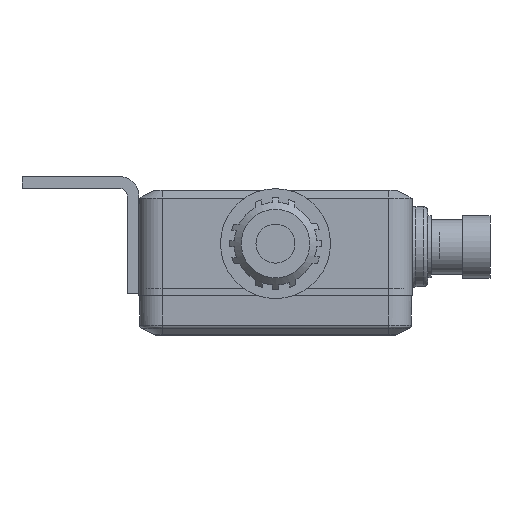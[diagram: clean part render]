
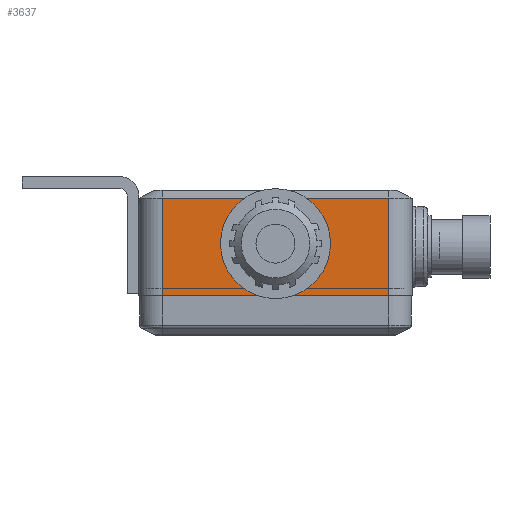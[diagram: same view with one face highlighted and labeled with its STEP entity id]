
A CAD part, front view. The second image highlights one B-rep face of the part: STEP entity #3637.
In plain terms, the highlighted planar face has unit normal (0, -1, 0).
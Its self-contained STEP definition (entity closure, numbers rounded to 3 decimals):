
#1369=FACE_OUTER_BOUND('',#5074,.T.);
#2098=LINE('',#17201,#2896);
#2099=LINE('',#17203,#2897);
#2100=LINE('',#17205,#2898);
#2101=LINE('',#17207,#2899);
#2102=LINE('',#17209,#2900);
#2896=VECTOR('',#13403,1.);
#2897=VECTOR('',#13404,1.);
#2898=VECTOR('',#13405,1.);
#2899=VECTOR('',#13406,1.);
#2900=VECTOR('',#13407,1.);
#3637=ADVANCED_FACE('',(#1369),#4229,.T.);
#4229=PLANE('',#11585);
#5074=EDGE_LOOP('',(#6718,#6719,#6720,#6721,#6722,#6723));
#6718=ORIENTED_EDGE('',*,*,#9997,.T.);
#6719=ORIENTED_EDGE('',*,*,#9992,.T.);
#6720=ORIENTED_EDGE('',*,*,#9998,.T.);
#6721=ORIENTED_EDGE('',*,*,#9999,.T.);
#6722=ORIENTED_EDGE('',*,*,#10000,.F.);
#6723=ORIENTED_EDGE('',*,*,#10001,.T.);
#8857=VERTEX_POINT('',#17171);
#8858=VERTEX_POINT('',#17173);
#8861=VERTEX_POINT('',#17202);
#8862=VERTEX_POINT('',#17204);
#8863=VERTEX_POINT('',#17206);
#8864=VERTEX_POINT('',#17208);
#9992=EDGE_CURVE('',#8858,#8857,#10916,.T.);
#9997=EDGE_CURVE('',#8861,#8858,#2098,.T.);
#9998=EDGE_CURVE('',#8857,#8862,#2099,.T.);
#9999=EDGE_CURVE('',#8862,#8863,#2100,.T.);
#10000=EDGE_CURVE('',#8864,#8863,#2101,.T.);
#10001=EDGE_CURVE('',#8864,#8861,#2102,.T.);
#10916=CIRCLE('',#11578,5.998);
#11578=AXIS2_PLACEMENT_3D('',#17172,#13388,#13389);
#11585=AXIS2_PLACEMENT_3D('',#17210,#13408,#13409);
#13388=DIRECTION('',(0.,1.,0.));
#13389=DIRECTION('',(0.,0.,-1.));
#13403=DIRECTION('',(-1.,0.,0.));
#13404=DIRECTION('',(-1.,0.,0.));
#13405=DIRECTION('',(0.,0.,-1.));
#13406=DIRECTION('',(-1.,0.,0.));
#13407=DIRECTION('',(0.,0.,1.));
#13408=DIRECTION('',(0.,-1.,0.));
#13409=DIRECTION('',(0.,0.,-1.));
#17171=CARTESIAN_POINT('',(-31.631,-255.25,12.489));
#17172=CARTESIAN_POINT('',(-30.279,-255.25,6.646));
#17173=CARTESIAN_POINT('',(-28.926,-255.25,12.489));
#17201=CARTESIAN_POINT('',(-47.779,-255.25,12.489));
#17202=CARTESIAN_POINT('',(-15.779,-255.25,12.489));
#17203=CARTESIAN_POINT('',(-47.779,-255.25,12.489));
#17204=CARTESIAN_POINT('',(-44.779,-255.25,12.489));
#17205=CARTESIAN_POINT('',(-44.779,-255.25,-0.016));
#17206=CARTESIAN_POINT('',(-44.779,-255.25,-0.016));
#17207=CARTESIAN_POINT('',(-47.779,-255.25,-0.016));
#17208=CARTESIAN_POINT('',(-15.779,-255.25,-0.016));
#17209=CARTESIAN_POINT('',(-15.779,-255.25,-0.016));
#17210=CARTESIAN_POINT('',(-47.779,-255.25,-0.016));
